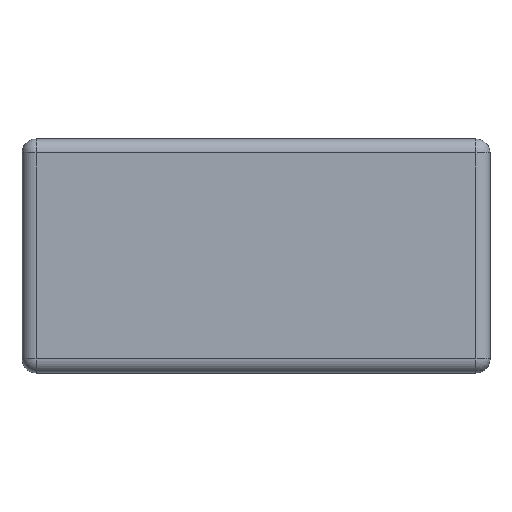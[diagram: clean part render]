
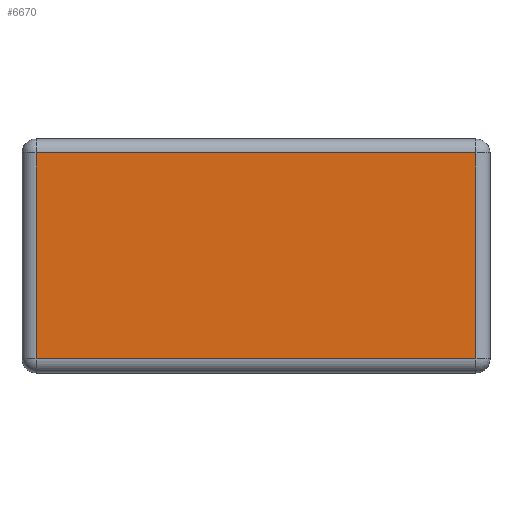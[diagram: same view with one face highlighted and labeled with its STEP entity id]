
A CAD part, top view. The second image highlights one B-rep face of the part: STEP entity #6670.
In plain terms, the highlighted face is planar.
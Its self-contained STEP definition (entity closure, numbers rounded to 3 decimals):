
#6410=CARTESIAN_POINT('',(-47.0,-22.,-13.0));
#6411=VERTEX_POINT('',#6410);
#6419=CARTESIAN_POINT('',(47.,-22.,-13.0));
#6420=VERTEX_POINT('',#6419);
#6421=CARTESIAN_POINT('',(-47.0,-22.,-13.0));
#6422=DIRECTION('',(1.0,0.0,0.0));
#6423=VECTOR('',#6422,94.0);
#6424=LINE('',#6421,#6423);
#6425=EDGE_CURVE('',#6411,#6420,#6424,.T.);
#6457=CARTESIAN_POINT('',(47.0,22.,-13.0));
#6458=VERTEX_POINT('',#6457);
#6459=CARTESIAN_POINT('',(47.0,-22.,-13.0));
#6460=DIRECTION('',(0.0,1.0,0.0));
#6461=VECTOR('',#6460,44.);
#6462=LINE('',#6459,#6461);
#6463=EDGE_CURVE('',#6420,#6458,#6462,.T.);
#6507=CARTESIAN_POINT('',(-47.,22.,-13.0));
#6508=VERTEX_POINT('',#6507);
#6509=CARTESIAN_POINT('',(47.0,22.,-13.0));
#6510=DIRECTION('',(-1.0,0.0,0.0));
#6511=VECTOR('',#6510,94.0);
#6512=LINE('',#6509,#6511);
#6513=EDGE_CURVE('',#6458,#6508,#6512,.T.);
#6562=CARTESIAN_POINT('',(-47.0,22.,-13.0));
#6563=DIRECTION('',(0.0,-1.0,0.0));
#6564=VECTOR('',#6563,44.);
#6565=LINE('',#6562,#6564);
#6566=EDGE_CURVE('',#6508,#6411,#6565,.T.);
#6659=CARTESIAN_POINT('',(0.,0.,-13.0));
#6660=DIRECTION('',(0.0,0.0,1.0));
#6661=DIRECTION('',(1.0,0.0,0.0));
#6662=AXIS2_PLACEMENT_3D('',#6659,#6660,#6661);
#6663=PLANE('',#6662);
#6664=ORIENTED_EDGE('',*,*,#6425,.F.);
#6665=ORIENTED_EDGE('',*,*,#6566,.F.);
#6666=ORIENTED_EDGE('',*,*,#6513,.F.);
#6667=ORIENTED_EDGE('',*,*,#6463,.F.);
#6668=EDGE_LOOP('',(#6664,#6665,#6666,#6667));
#6669=FACE_OUTER_BOUND('',#6668,.T.);
#6670=ADVANCED_FACE('',(#6669),#6663,.F.);
